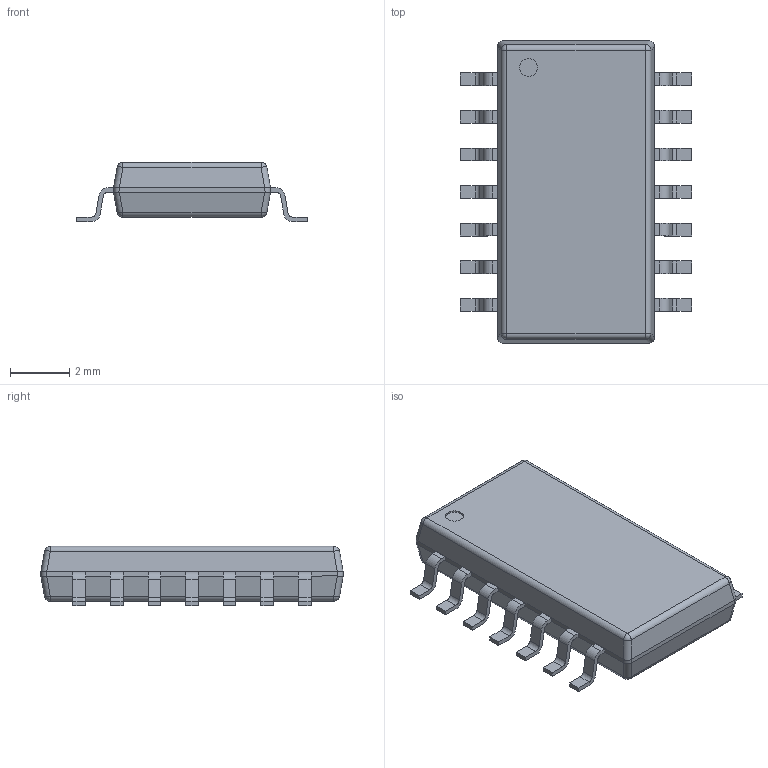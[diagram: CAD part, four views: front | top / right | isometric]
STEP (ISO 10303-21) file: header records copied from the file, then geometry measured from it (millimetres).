
FILE_DESCRIPTION((''),'2;1');
FILE_NAME('NS0014A_ASM','2015-05-28T',('a0412086'),(''),'PRO/ENGINEER BY PARAMETRIC TECHNOLOGY CORPORATION, 2011490','PRO/ENGINEER BY PARAMETRIC TECHNOLOGY CORPORATION, 2011490','');
FILE_SCHEMA(('AUTOMOTIVE_DESIGN { 1 0 10303 214 1 1 1 1 }'));
Length unit declared in the file: millimetre
Products named in the file (3): BODY-SO; LEAD-SO; NS0014A_ASM
Assembly tree (15 placements, depth 2):
  NS0014A_ASM
    BODY-SO
    LEAD-SO  x14
Bounding box: 7.8 x 10.2 x 2 mm (x, y, z)
Volume: 97.5 mm3; surface area: 185.8 mm2
Topology: 15 solids, 15 shells, 249 faces, 614 edges, 396 vertices
Faces by surface type: plane 163, cylinder 78, sphere 8
Entity records: 3113 total; most frequent: CARTESIAN_POINT 727, DIRECTION 320, ORIENTED_EDGE 292, PRESENTATION_STYLE_ASSIGNMENT 149, STYLED_ITEM 149, CURVE_STYLE 146, EDGE_CURVE 146, AXIS2_PLACEMENT_3D 121
